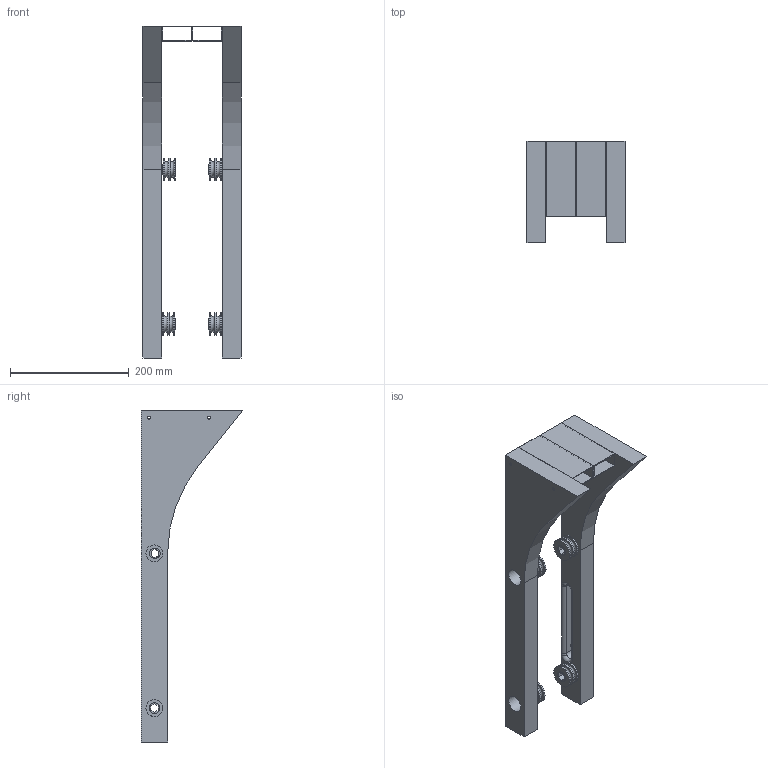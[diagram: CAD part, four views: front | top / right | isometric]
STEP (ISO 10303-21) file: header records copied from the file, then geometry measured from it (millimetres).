
FILE_DESCRIPTION(/* description */ (''),/* implementation_level */ '2;1');
FILE_NAME(/* name */ 'Solid Curve 3D Print v25.step',/* time_stamp */ '2020-01-28T18:57:35-08:00',/* author */ (''),/* organization */ (''),/* preprocessor_version */ 'ST-DEVELOPER v18',/* originating_system */ 'Autodesk Translation Framework v8.12.0.6',/* authorisation */ '');
FILE_SCHEMA (('AUTOMOTIVE_DESIGN { 1 0 10303 214 3 1 1 }'));
Length unit declared in the file: inch
Products named in the file (5): Solid Curve 3D Print; RIGHT Bottom Part 1; LEFT Bottom Part 1; Polycord Roller WCP-0097 Rev1; 1x2 5in 1/16" Beam
Assembly tree (8 placements, depth 2):
  Solid Curve 3D Print
    Polycord Roller WCP-0097 Rev1  x4
    RIGHT Bottom Part 1
    LEFT Bottom Part 1
    1x2 5in 1/16" Beam  x2
Bounding box: 165.1 x 170.88 x 558.8 mm (x, y, z)
Volume: 2191102.4 mm3; surface area: 355330.8 mm2
Topology: 8 solids, 8 shells, 173 faces, 444 edges, 308 vertices
Faces by surface type: plane 105, cylinder 52, torus 16
Full cylindrical faces by diameter (mm): 5.156 x4, 5.159 x10, 17.78 x8, 28.575 x4, 38.1 x12
Entity records: 3299 total; most frequent: DIRECTION 579, CARTESIAN_POINT 559, ORIENTED_EDGE 510, EDGE_CURVE 255, AXIS2_PLACEMENT_3D 220, VERTEX_POINT 170, LINE 139, VECTOR 139
